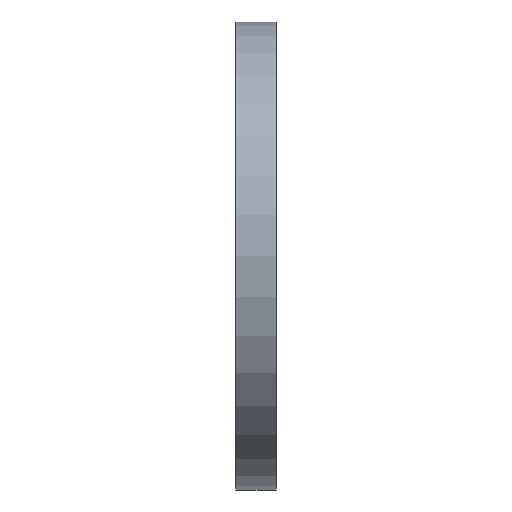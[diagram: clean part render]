
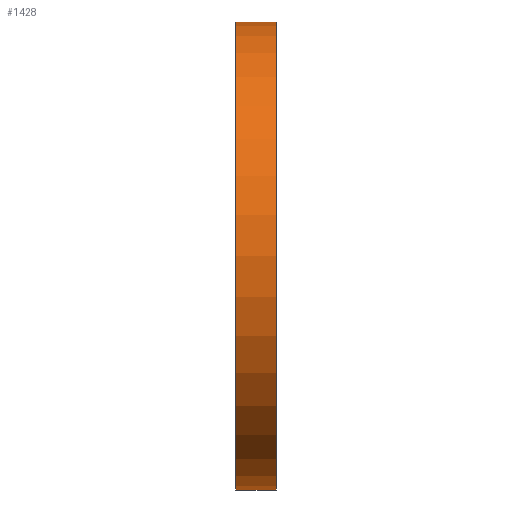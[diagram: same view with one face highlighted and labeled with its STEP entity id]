
A CAD part, front view. The second image highlights one B-rep face of the part: STEP entity #1428.
In plain terms, the highlighted cylindrical face has radius 349.25 mm (diameter 698.5 mm), a partial arc.
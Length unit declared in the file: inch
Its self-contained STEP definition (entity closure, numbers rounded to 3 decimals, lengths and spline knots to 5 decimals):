
#25 = FACE_OUTER_BOUND ( 'NONE', #1044, .T. ) ;
#50 = ORIENTED_EDGE ( 'NONE', *, *, #1577, .T. ) ;
#64 = DIRECTION ( 'NONE',  ( 0., 0., 1. ) ) ;
#72 = CARTESIAN_POINT ( 'NONE',  ( 0.0625, 0., -13.75 ) ) ;
#122 = VECTOR ( 'NONE', #1162, 39.37008 ) ;
#165 = DIRECTION ( 'NONE',  ( 0., 0., 1. ) ) ;
#177 = AXIS2_PLACEMENT_3D ( 'NONE', #963, #585, #1086 ) ;
#207 = CARTESIAN_POINT ( 'NONE',  ( 2.4375, 0., -13.75 ) ) ;
#282 = CARTESIAN_POINT ( 'NONE',  ( 0., 0., 0. ) ) ;
#296 = VERTEX_POINT ( 'NONE', #331 ) ;
#310 = DIRECTION ( 'NONE',  ( -1., 0., 0. ) ) ;
#324 = EDGE_CURVE ( 'NONE', #738, #643, #686, .T. ) ;
#331 = CARTESIAN_POINT ( 'NONE',  ( 2.4375, 0., 13.75 ) ) ;
#448 = DIRECTION ( 'NONE',  ( -1., 0., 0. ) ) ;
#585 = DIRECTION ( 'NONE',  ( -1., 0., 0. ) ) ;
#623 = ORIENTED_EDGE ( 'NONE', *, *, #1448, .T. ) ;
#643 = VERTEX_POINT ( 'NONE', #1398 ) ;
#661 = CARTESIAN_POINT ( 'NONE',  ( 0., 0., 13.75 ) ) ;
#668 = VECTOR ( 'NONE', #448, 39.37008 ) ;
#686 = CIRCLE ( 'NONE', #1570, 13.75 ) ;
#692 = ORIENTED_EDGE ( 'NONE', *, *, #324, .F. ) ;
#696 = DIRECTION ( 'NONE',  ( -1., 0., 0. ) ) ;
#699 = VERTEX_POINT ( 'NONE', #207 ) ;
#738 = VERTEX_POINT ( 'NONE', #72 ) ;
#835 = CARTESIAN_POINT ( 'NONE',  ( 0.0625, 0., 0. ) ) ;
#907 = EDGE_CURVE ( 'NONE', #699, #738, #1238, .T. ) ;
#963 = CARTESIAN_POINT ( 'NONE',  ( 2.4375, 0., 0. ) ) ;
#1001 = ORIENTED_EDGE ( 'NONE', *, *, #907, .F. ) ;
#1035 = LINE ( 'NONE', #661, #122 ) ;
#1044 = EDGE_LOOP ( 'NONE', ( #1001, #50, #623, #692 ) ) ;
#1086 = DIRECTION ( 'NONE',  ( 0., 0., 1. ) ) ;
#1162 = DIRECTION ( 'NONE',  ( -1., 0., 0. ) ) ;
#1238 = LINE ( 'NONE', #1600, #668 ) ;
#1247 = AXIS2_PLACEMENT_3D ( 'NONE', #282, #310, #165 ) ;
#1312 = CYLINDRICAL_SURFACE ( 'NONE', #1247, 13.75 ) ;
#1398 = CARTESIAN_POINT ( 'NONE',  ( 0.0625, 0., 13.75 ) ) ;
#1428 = ADVANCED_FACE ( 'NONE', ( #25 ), #1312, .T. ) ;
#1448 = EDGE_CURVE ( 'NONE', #296, #643, #1035, .T. ) ;
#1524 = CIRCLE ( 'NONE', #177, 13.75 ) ;
#1570 = AXIS2_PLACEMENT_3D ( 'NONE', #835, #696, #64 ) ;
#1577 = EDGE_CURVE ( 'NONE', #699, #296, #1524, .T. ) ;
#1600 = CARTESIAN_POINT ( 'NONE',  ( 0., 0., -13.75 ) ) ;
